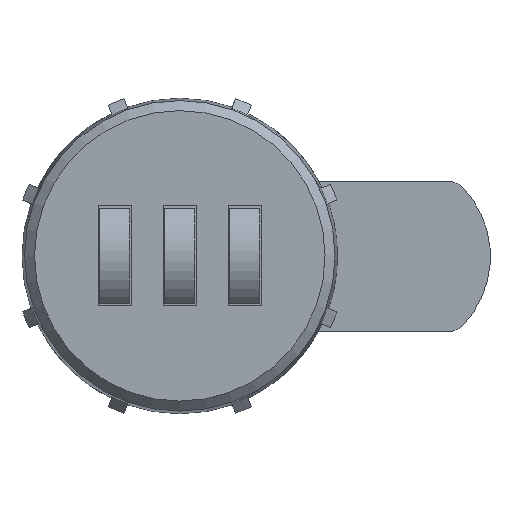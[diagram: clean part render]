
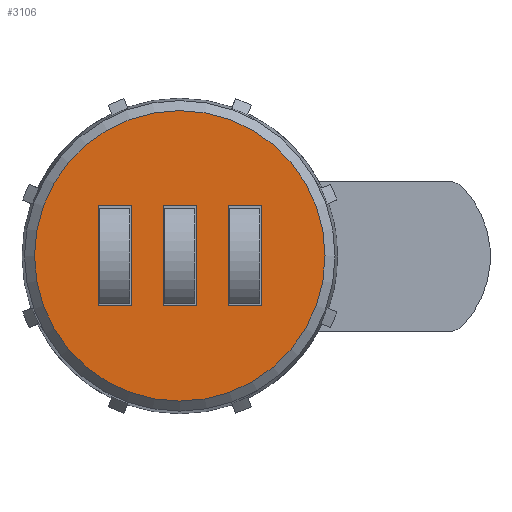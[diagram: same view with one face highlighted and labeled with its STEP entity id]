
A CAD part, top view. The second image highlights one B-rep face of the part: STEP entity #3106.
In plain terms, the highlighted planar face has unit normal (0, 0, 1).
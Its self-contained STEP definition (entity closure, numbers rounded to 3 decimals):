
#209=FACE_BOUND('',#965,.T.);
#210=FACE_BOUND('',#966,.T.);
#211=FACE_BOUND('',#967,.T.);
#242=LINE('',#4802,#504);
#243=LINE('',#4804,#505);
#244=LINE('',#4806,#506);
#245=LINE('',#4807,#507);
#246=LINE('',#4810,#508);
#247=LINE('',#4812,#509);
#248=LINE('',#4814,#510);
#249=LINE('',#4815,#511);
#250=LINE('',#4818,#512);
#251=LINE('',#4820,#513);
#252=LINE('',#4822,#514);
#253=LINE('',#4823,#515);
#504=VECTOR('',#3843,3.3);
#505=VECTOR('',#3844,10.);
#506=VECTOR('',#3845,3.3);
#507=VECTOR('',#3846,10.);
#508=VECTOR('',#3847,3.3);
#509=VECTOR('',#3848,10.);
#510=VECTOR('',#3849,3.3);
#511=VECTOR('',#3850,10.);
#512=VECTOR('',#3851,3.3);
#513=VECTOR('',#3852,10.);
#514=VECTOR('',#3853,3.3);
#515=VECTOR('',#3854,10.);
#766=FACE_OUTER_BOUND('',#964,.T.);
#964=EDGE_LOOP('',(#2073));
#965=EDGE_LOOP('',(#2074,#2075,#2076,#2077));
#966=EDGE_LOOP('',(#2078,#2079,#2080,#2081));
#967=EDGE_LOOP('',(#2082,#2083,#2084,#2085));
#1195=CIRCLE('',#3489,14.498);
#1326=VERTEX_POINT('',#4798);
#1327=VERTEX_POINT('',#4800);
#1328=VERTEX_POINT('',#4801);
#1329=VERTEX_POINT('',#4803);
#1330=VERTEX_POINT('',#4805);
#1331=VERTEX_POINT('',#4808);
#1332=VERTEX_POINT('',#4809);
#1333=VERTEX_POINT('',#4811);
#1334=VERTEX_POINT('',#4813);
#1335=VERTEX_POINT('',#4816);
#1336=VERTEX_POINT('',#4817);
#1337=VERTEX_POINT('',#4819);
#1338=VERTEX_POINT('',#4821);
#1623=EDGE_CURVE('',#1326,#1326,#1195,.T.);
#1624=EDGE_CURVE('',#1327,#1328,#242,.T.);
#1625=EDGE_CURVE('',#1328,#1329,#243,.T.);
#1626=EDGE_CURVE('',#1329,#1330,#244,.T.);
#1627=EDGE_CURVE('',#1330,#1327,#245,.T.);
#1628=EDGE_CURVE('',#1331,#1332,#246,.T.);
#1629=EDGE_CURVE('',#1332,#1333,#247,.T.);
#1630=EDGE_CURVE('',#1333,#1334,#248,.T.);
#1631=EDGE_CURVE('',#1334,#1331,#249,.T.);
#1632=EDGE_CURVE('',#1335,#1336,#250,.T.);
#1633=EDGE_CURVE('',#1336,#1337,#251,.T.);
#1634=EDGE_CURVE('',#1337,#1338,#252,.T.);
#1635=EDGE_CURVE('',#1338,#1335,#253,.T.);
#2073=ORIENTED_EDGE('',*,*,#1623,.T.);
#2074=ORIENTED_EDGE('',*,*,#1624,.T.);
#2075=ORIENTED_EDGE('',*,*,#1625,.T.);
#2076=ORIENTED_EDGE('',*,*,#1626,.T.);
#2077=ORIENTED_EDGE('',*,*,#1627,.T.);
#2078=ORIENTED_EDGE('',*,*,#1628,.T.);
#2079=ORIENTED_EDGE('',*,*,#1629,.T.);
#2080=ORIENTED_EDGE('',*,*,#1630,.T.);
#2081=ORIENTED_EDGE('',*,*,#1631,.T.);
#2082=ORIENTED_EDGE('',*,*,#1632,.T.);
#2083=ORIENTED_EDGE('',*,*,#1633,.T.);
#2084=ORIENTED_EDGE('',*,*,#1634,.T.);
#2085=ORIENTED_EDGE('',*,*,#1635,.T.);
#2973=PLANE('',#3488);
#3106=ADVANCED_FACE('',(#766,#209,#210,#211),#2973,.T.);
#3488=AXIS2_PLACEMENT_3D('',#4797,#3839,#3840);
#3489=AXIS2_PLACEMENT_3D('',#4799,#3841,#3842);
#3839=DIRECTION('center_axis',(0.,0.,1.));
#3840=DIRECTION('ref_axis',(1.,0.,0.));
#3841=DIRECTION('center_axis',(0.,0.,1.));
#3842=DIRECTION('ref_axis',(1.,0.,0.));
#3843=DIRECTION('',(-1.,0.,0.));
#3844=DIRECTION('',(0.,1.,0.));
#3845=DIRECTION('',(1.,0.,0.));
#3846=DIRECTION('',(0.,-1.,0.));
#3847=DIRECTION('',(-1.,0.,0.));
#3848=DIRECTION('',(0.,1.,0.));
#3849=DIRECTION('',(1.,0.,0.));
#3850=DIRECTION('',(0.,-1.,0.));
#3851=DIRECTION('',(-1.,0.,0.));
#3852=DIRECTION('',(0.,1.,0.));
#3853=DIRECTION('',(1.,0.,0.));
#3854=DIRECTION('',(0.,-1.,0.));
#4797=CARTESIAN_POINT('Origin',(0.,0.,6.));
#4798=CARTESIAN_POINT('',(14.498,0.,6.));
#4799=CARTESIAN_POINT('Origin',(0.,0.,6.));
#4800=CARTESIAN_POINT('',(8.15,-5.,6.));
#4801=CARTESIAN_POINT('',(4.85,-5.,6.));
#4802=CARTESIAN_POINT('',(8.15,-5.,6.));
#4803=CARTESIAN_POINT('',(4.85,5.,6.));
#4804=CARTESIAN_POINT('',(4.85,-5.,6.));
#4805=CARTESIAN_POINT('',(8.15,5.,6.));
#4806=CARTESIAN_POINT('',(4.85,5.,6.));
#4807=CARTESIAN_POINT('',(8.15,5.,6.));
#4808=CARTESIAN_POINT('',(1.65,-5.,6.));
#4809=CARTESIAN_POINT('',(-1.65,-5.,6.));
#4810=CARTESIAN_POINT('',(1.65,-5.,6.));
#4811=CARTESIAN_POINT('',(-1.65,5.,6.));
#4812=CARTESIAN_POINT('',(-1.65,-5.,6.));
#4813=CARTESIAN_POINT('',(1.65,5.,6.));
#4814=CARTESIAN_POINT('',(-1.65,5.,6.));
#4815=CARTESIAN_POINT('',(1.65,5.,6.));
#4816=CARTESIAN_POINT('',(-4.85,-5.,6.));
#4817=CARTESIAN_POINT('',(-8.15,-5.,6.));
#4818=CARTESIAN_POINT('',(-4.85,-5.,6.));
#4819=CARTESIAN_POINT('',(-8.15,5.,6.));
#4820=CARTESIAN_POINT('',(-8.15,-5.,6.));
#4821=CARTESIAN_POINT('',(-4.85,5.,6.));
#4822=CARTESIAN_POINT('',(-8.15,5.,6.));
#4823=CARTESIAN_POINT('',(-4.85,5.,6.));
